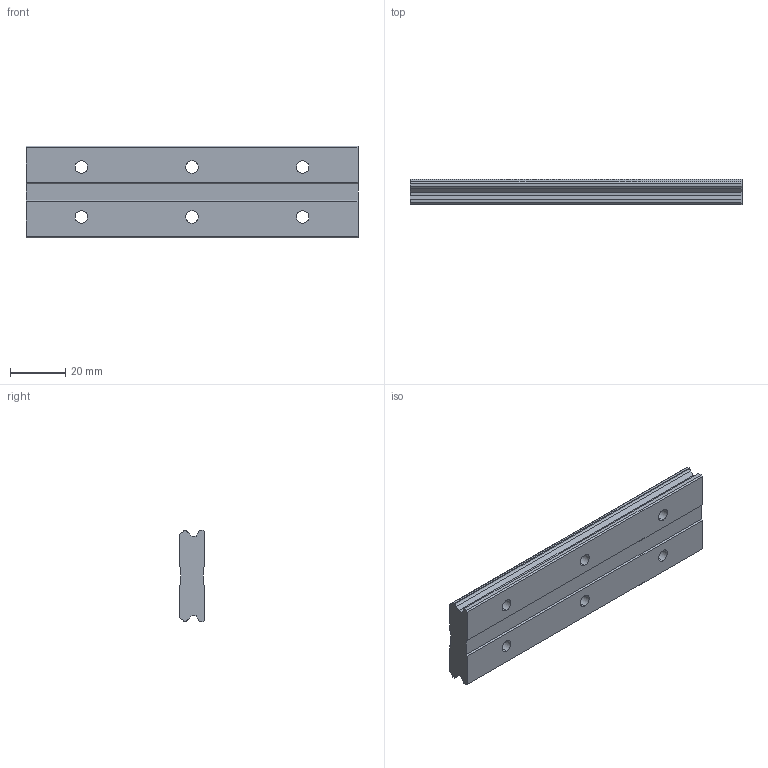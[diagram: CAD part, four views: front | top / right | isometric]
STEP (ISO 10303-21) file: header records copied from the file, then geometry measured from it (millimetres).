
FILE_DESCRIPTION (( 'STEP AP214' ), '1' );
FILE_NAME ('HRW17CA1UU-120L_G20_0_PB107_34-6_0_0_0_1.STEP', '2021-08-04T09:03:27', ( '' ), ( '' ), 'SwSTEP 2.0', 'SolidWorks 2021', '' );
FILE_SCHEMA (( 'AUTOMOTIVE_DESIGN' ));
Length unit declared in the file: millimetre
Products named in the file (2): HRW17CA1UU-120L_G20_0_PB107_34-6_0_0_0_1; _HRW17CA12020 Track
Assembly tree (1 placements, depth 2):
  HRW17CA1UU-120L_G20_0_PB107_34-6_0_0_0_1
    _HRW17CA12020 Track
Bounding box: 120 x 9 x 33 mm (x, y, z)
Volume: 31099.9 mm3; surface area: 11835.5 mm2
Topology: 1 solids, 1 shells, 64 faces, 168 edges, 112 vertices
Faces by surface type: plane 36, cylinder 28
Entity records: 2078 total; most frequent: DIRECTION 360, CARTESIAN_POINT 348, ORIENTED_EDGE 336, EDGE_CURVE 168, AXIS2_PLACEMENT_3D 124, VERTEX_POINT 112, LINE 112, VECTOR 112
